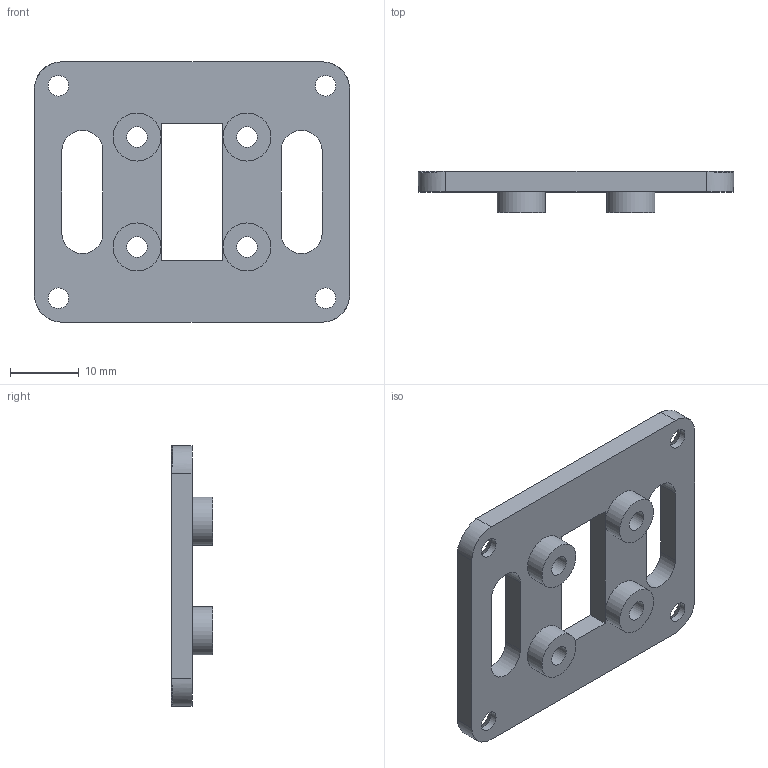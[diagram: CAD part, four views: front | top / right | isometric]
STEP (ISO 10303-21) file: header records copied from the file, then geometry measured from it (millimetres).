
FILE_DESCRIPTION(/* description */ (''),/* implementation_level */ '2;1');
FILE_NAME(/* name */ 'l3_sensor_part.step',/* time_stamp */ '2025-06-21T12:28:56+03:00',/* author */ (''),/* organization */ (''),/* preprocessor_version */ 'ST-DEVELOPER v20.1',/* originating_system */ 'Autodesk Translation Framework v14.10.0.0',/* authorisation */ '');
FILE_SCHEMA (('AUTOMOTIVE_DESIGN { 1 0 10303 214 3 1 1 }'));
Length unit declared in the file: millimetre
Products named in the file (3): link3; l3_sensor_assembly; l3_sensor_part
Assembly tree (2 placements, depth 3):
  link3
    l3_sensor_assembly
      l3_sensor_part
Bounding box: 46 x 6 x 38 mm (x, y, z)
Volume: 4159.9 mm3; surface area: 4084.2 mm2
Topology: 1 solids, 1 shells, 42 faces, 116 edges, 76 vertices
Faces by surface type: cylinder 20, plane 18, cone 4
Full cylindrical faces by diameter (mm): 3 x8, 7 x4
Entity records: 1540 total; most frequent: CARTESIAN_POINT 295, DIRECTION 254, ORIENTED_EDGE 232, EDGE_CURVE 116, AXIS2_PLACEMENT_3D 97, VERTEX_POINT 76, EDGE_LOOP 64, LINE 60
